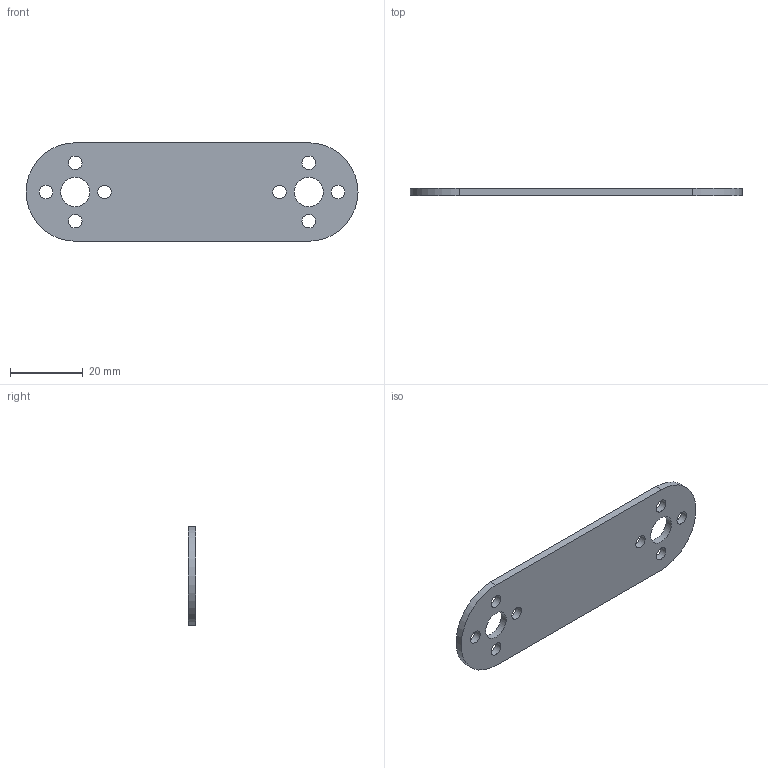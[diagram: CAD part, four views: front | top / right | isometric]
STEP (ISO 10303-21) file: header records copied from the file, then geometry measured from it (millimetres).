
FILE_DESCRIPTION(/* description */ (''),/* implementation_level */ '2;1');
FILE_NAME(/* name */ 'Tetrix_739061.ipt.stp',/* time_stamp */ '2014-12-18T17:45:52-08:00',/* author */ ('Autodesk Inc.'),/* organization */ ('Autodesk Inc.'),/* preprocessor_version */ 'ST-DEVELOPER v15.6',/* originating_system */ 'Autodesk Inventor 2015',/* authorisation */ '');
FILE_SCHEMA (('AUTOMOTIVE_DESIGN { 1 0 10303 214 3 1 1 }'));
Length unit declared in the file: millimetre
Products named in the file (1): Tetrix_739061
Bounding box: 91 x 2 x 27 mm (x, y, z)
Volume: 4228 mm3; surface area: 4940.2 mm2
Topology: 1 solids, 1 shells, 16 faces, 42 edges, 28 vertices
Faces by surface type: cylinder 12, plane 4
Full cylindrical faces by diameter (mm): 3.7 x8, 8 x2
Entity records: 547 total; most frequent: DIRECTION 90, CARTESIAN_POINT 77, ORIENTED_EDGE 64, EDGE_LOOP 46, AXIS2_PLACEMENT_3D 41, EDGE_CURVE 32, FACE_BOUND 30, VERTEX_POINT 28
